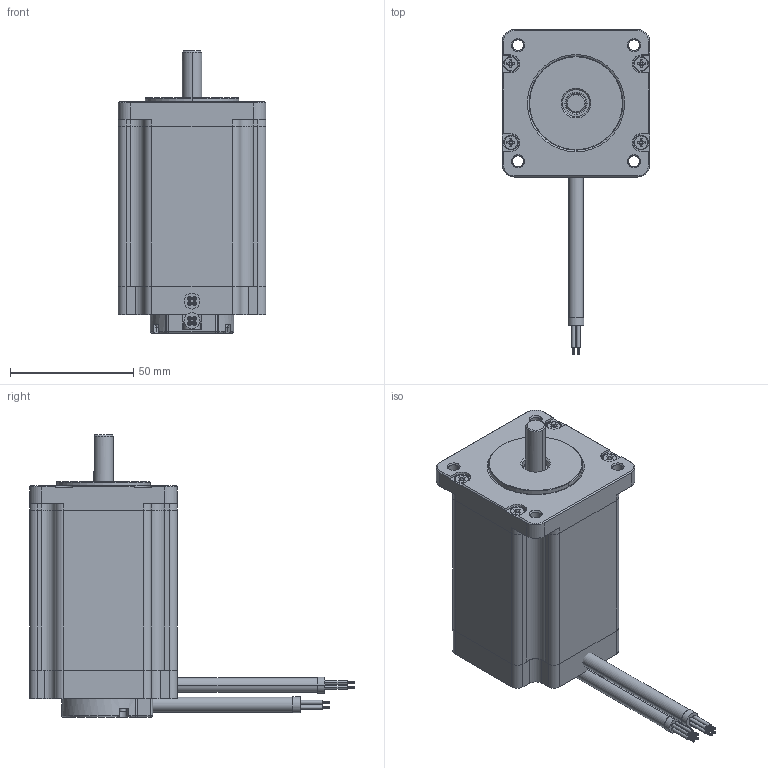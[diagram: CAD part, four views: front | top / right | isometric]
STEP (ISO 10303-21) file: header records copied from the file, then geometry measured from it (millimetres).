
FILE_DESCRIPTION((''),'2;1');
FILE_NAME('4611110015700_ASM','2023-02-09T13:02:48',('ms26442'),(''),'CREO PARAMETRIC BY PTC INC, 2018100','CREO PARAMETRIC BY PTC INC, 2018100','');
FILE_SCHEMA(('CONFIG_CONTROL_DESIGN'));
Products named in the file (24): 4613101100042_AF1; 4613102000242_AF0_ASM; 4613102100133_ASM; 3698153000204; 3698153000132; 4613104003474_ASM; 4613103006373_ASM; 4219121200687_AF0; 4219121302126_ASM; 4331101000003; 4332101203601; 4613105100075_AF0; 4613106100077_ASM; 4693220000044; 4613110000010; 4613107105453_ASM; 4219121200724_AF0; 4219121302167_ASM; 4294404000320; 46111100015700_ASM; 4219122001208; 4294404000344; DIANJIXIANSHU; 4611110015700_ASM
Assembly tree (32 placements, depth 7):
  4611110015700_ASM
    46111100015700_ASM
      4613103006373_ASM
        4613104003474_ASM
          4613102100133_ASM
            4613102000242_AF0_ASM
              4613101100042_AF1
          3698153000204
          3698153000132
      4219121302126_ASM
        4219121200687_AF0
      4331101000003
      4613107105453_ASM
        4332101203601
        4613106100077_ASM  x3
          4613105100075_AF0
        4693220000044  x2
        4613110000010
      4219121302167_ASM
        4219121200724_AF0
      4294404000320  x4
    4219122001208
    4294404000344  x3
    DIANJIXIANSHU  x2
Bounding box: 60 x 132 x 114.6 mm (x, y, z)
Volume: 183825.5 mm3; surface area: 137387.3 mm2
Topology: 32 solids, 43 shells, 3383 faces, 9465 edges, 6240 vertices
Faces by surface type: cylinder 1834, plane 1369, cone 108, torus 53, sphere 18, bspline 1
Entity records: 75846 total; most frequent: CARTESIAN_POINT 13963, DIRECTION 13463, ORIENTED_EDGE 12806, EDGE_CURVE 6415, AXIS2_PLACEMENT_3D 4859, VERTEX_POINT 4230, VECTOR 3745, LINE 3745
